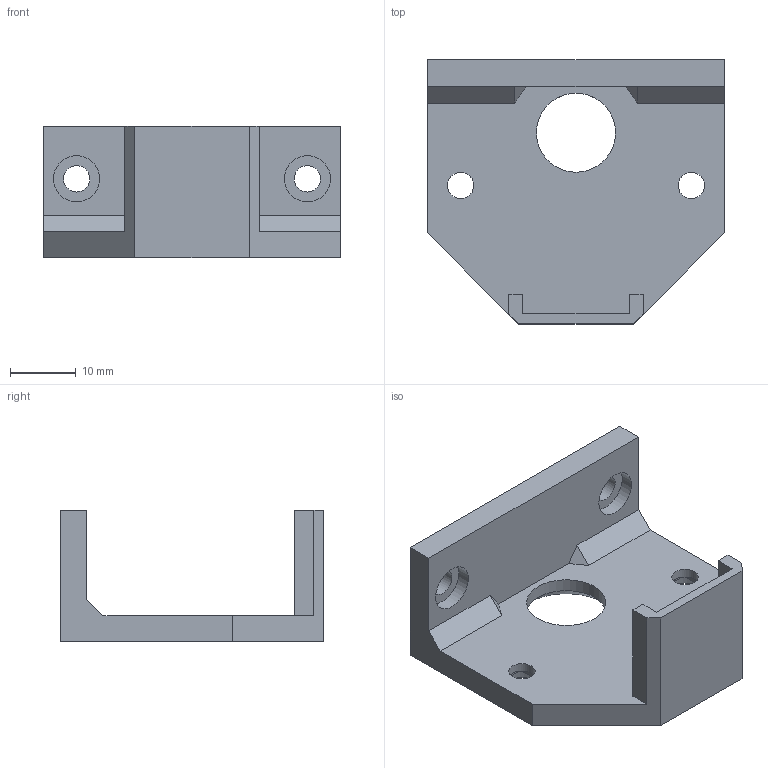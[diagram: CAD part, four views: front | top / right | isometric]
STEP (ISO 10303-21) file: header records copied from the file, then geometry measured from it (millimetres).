
FILE_DESCRIPTION(/* description */ ('STEP AP242','CAx-IF Rec.Pracs.---Representation and Presentation of Product Manufacturing Information (PMI)---4.0---2014-10-13','CAx-IF Rec.Pracs.---3D Tessellated Geometry---0.4---2014-09-14','2;1'),/* implementation_level */ '2;1');
FILE_NAME(/* name */ '6755f9f1165514150b4484e1',/* time_stamp */ '2024-12-08T19:56:35Z',/* author */ (''),/* organization */ (''),/* preprocessor_version */ 'ST-DEVELOPER v20',/* originating_system */ 'ONSHAPE BY PTC INC, 1.190',/* authorisation */ ' ');
FILE_SCHEMA (('AP242_MANAGED_MODEL_BASED_3D_ENGINEERING_MIM_LF { 1 0 10303 442 1 1 4 }'));
Length unit declared in the file: metre
Products named in the file (1): stepper holder
Bounding box: 45 x 40 x 20 mm (x, y, z)
Volume: 9056.8 mm3; surface area: 6316.5 mm2
Topology: 1 solids, 1 shells, 58 faces, 151 edges, 97 vertices
Faces by surface type: plane 48, cylinder 9, cone 1
Full cylindrical faces by diameter (mm): 4 x4, 7 x2, 8 x2, 12 x1
Entity records: 1732 total; most frequent: CARTESIAN_POINT 293, DIRECTION 288, ORIENTED_EDGE 278, EDGE_CURVE 139, LINE 108, VECTOR 108, VERTEX_POINT 95, AXIS2_PLACEMENT_3D 90
